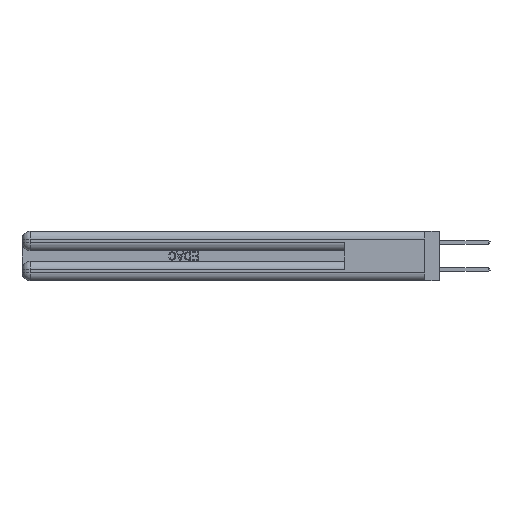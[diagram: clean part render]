
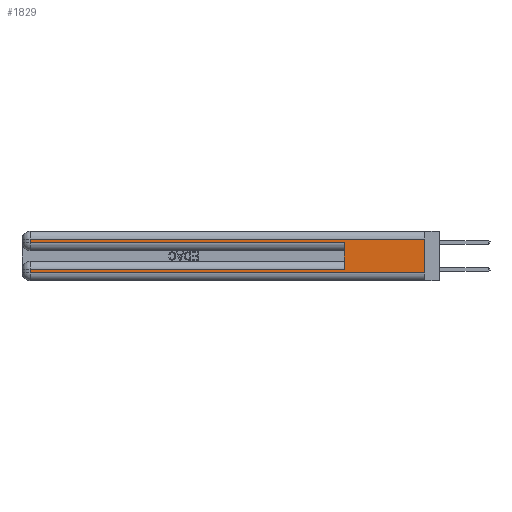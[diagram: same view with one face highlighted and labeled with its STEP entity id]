
A CAD part, left-side view. The second image highlights one B-rep face of the part: STEP entity #1829.
In plain terms, the highlighted planar face has unit normal (-1, 0, 0).
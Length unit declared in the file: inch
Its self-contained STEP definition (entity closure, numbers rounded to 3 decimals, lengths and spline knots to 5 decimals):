
#57 = EDGE_CURVE ( 'NONE', #14686, #33875, #36758, .T. ) ;
#324 = CARTESIAN_POINT ( 'NONE',  ( 0., 2.94, 0.06 ) ) ;
#1425 = LINE ( 'NONE', #36106, #32075 ) ;
#1652 = VERTEX_POINT ( 'NONE', #27648 ) ;
#1829 = ADVANCED_FACE ( 'NONE', ( #30198 ), #24230, .F. ) ;
#2406 = VECTOR ( 'NONE', #6496, 39.37008 ) ;
#2537 = DIRECTION ( 'NONE',  ( 0., 0., -1. ) ) ;
#4309 = DIRECTION ( 'NONE',  ( 0., 1., 0. ) ) ;
#5322 = DIRECTION ( 'NONE',  ( 1., 0., 0. ) ) ;
#5496 = VECTOR ( 'NONE', #4309, 39.37008 ) ;
#6375 = ORIENTED_EDGE ( 'NONE', *, *, #11453, .T. ) ;
#6496 = DIRECTION ( 'NONE',  ( 0., 0., -1. ) ) ;
#6743 = VECTOR ( 'NONE', #2537, 39.37008 ) ;
#7700 = CARTESIAN_POINT ( 'NONE',  ( 0., 0.6, 0.085 ) ) ;
#8498 = ORIENTED_EDGE ( 'NONE', *, *, #15520, .T. ) ;
#9190 = CARTESIAN_POINT ( 'NONE',  ( 0., 0., 0.06 ) ) ;
#9695 = LINE ( 'NONE', #37209, #6743 ) ;
#10487 = VECTOR ( 'NONE', #29190, 39.37008 ) ;
#11453 = EDGE_CURVE ( 'NONE', #1652, #15394, #9695, .T. ) ;
#12382 = ORIENTED_EDGE ( 'NONE', *, *, #20690, .T. ) ;
#13087 = CARTESIAN_POINT ( 'NONE',  ( 0., 0., 0.37 ) ) ;
#14686 = VERTEX_POINT ( 'NONE', #34401 ) ;
#15380 = LINE ( 'NONE', #19312, #5496 ) ;
#15394 = VERTEX_POINT ( 'NONE', #324 ) ;
#15520 = EDGE_CURVE ( 'NONE', #33875, #26471, #35191, .T. ) ;
#15566 = DIRECTION ( 'NONE',  ( 0., -1., 0. ) ) ;
#17177 = EDGE_CURVE ( 'NONE', #14686, #26515, #35546, .T. ) ;
#17233 = DIRECTION ( 'NONE',  ( 0., 0., 1. ) ) ;
#19312 = CARTESIAN_POINT ( 'NONE',  ( 0., 0., 0.085 ) ) ;
#19898 = ORIENTED_EDGE ( 'NONE', *, *, #17177, .F. ) ;
#20690 = EDGE_CURVE ( 'NONE', #31522, #1652, #15380, .T. ) ;
#21469 = DIRECTION ( 'NONE',  ( 0., 0., -1. ) ) ;
#22327 = VECTOR ( 'NONE', #15566, 39.37008 ) ;
#22334 = CARTESIAN_POINT ( 'NONE',  ( 0., 0.6, 0.285 ) ) ;
#23202 = AXIS2_PLACEMENT_3D ( 'NONE', #31171, #5322, #21469 ) ;
#23361 = CARTESIAN_POINT ( 'NONE',  ( 0., 2.94, 0.37 ) ) ;
#23429 = ORIENTED_EDGE ( 'NONE', *, *, #57, .T. ) ;
#23496 = CARTESIAN_POINT ( 'NONE',  ( 0., 0., 0.06 ) ) ;
#24230 = PLANE ( 'NONE',  #23202 ) ;
#24527 = VERTEX_POINT ( 'NONE', #22334 ) ;
#26471 = VERTEX_POINT ( 'NONE', #29487 ) ;
#26515 = VERTEX_POINT ( 'NONE', #23496 ) ;
#26776 = VECTOR ( 'NONE', #38855, 39.37008 ) ;
#27304 = VECTOR ( 'NONE', #40185, 39.37008 ) ;
#27648 = CARTESIAN_POINT ( 'NONE',  ( 0., 2.94, 0.085 ) ) ;
#28418 = ORIENTED_EDGE ( 'NONE', *, *, #32974, .T. ) ;
#29190 = DIRECTION ( 'NONE',  ( 0., 1., 0. ) ) ;
#29487 = CARTESIAN_POINT ( 'NONE',  ( 0., 2.94, 0.285 ) ) ;
#30198 = FACE_OUTER_BOUND ( 'NONE', #36512, .T. ) ;
#30386 = CARTESIAN_POINT ( 'NONE',  ( 0., 0., 0.285 ) ) ;
#31171 = CARTESIAN_POINT ( 'NONE',  ( 0., 0., 0.37 ) ) ;
#31522 = VERTEX_POINT ( 'NONE', #7700 ) ;
#32075 = VECTOR ( 'NONE', #17233, 39.37008 ) ;
#32974 = EDGE_CURVE ( 'NONE', #26471, #24527, #35726, .T. ) ;
#33153 = ORIENTED_EDGE ( 'NONE', *, *, #34975, .F. ) ;
#33596 = ORIENTED_EDGE ( 'NONE', *, *, #38643, .T. ) ;
#33875 = VERTEX_POINT ( 'NONE', #35169 ) ;
#34401 = CARTESIAN_POINT ( 'NONE',  ( 0., 0., 0.31 ) ) ;
#34975 = EDGE_CURVE ( 'NONE', #31522, #24527, #1425, .T. ) ;
#35169 = CARTESIAN_POINT ( 'NONE',  ( 0., 2.94, 0.31 ) ) ;
#35191 = LINE ( 'NONE', #23361, #26776 ) ;
#35546 = LINE ( 'NONE', #13087, #2406 ) ;
#35726 = LINE ( 'NONE', #30386, #27304 ) ;
#36106 = CARTESIAN_POINT ( 'NONE',  ( 0., 0.6, 0.145 ) ) ;
#36512 = EDGE_LOOP ( 'NONE', ( #19898, #23429, #8498, #28418, #33153, #12382, #6375, #33596 ) ) ;
#36722 = LINE ( 'NONE', #9190, #22327 ) ;
#36758 = LINE ( 'NONE', #37168, #10487 ) ;
#37168 = CARTESIAN_POINT ( 'NONE',  ( 0., 0., 0.31 ) ) ;
#37209 = CARTESIAN_POINT ( 'NONE',  ( 0., 2.94, 0.37 ) ) ;
#38643 = EDGE_CURVE ( 'NONE', #15394, #26515, #36722, .T. ) ;
#38855 = DIRECTION ( 'NONE',  ( 0., 0., -1. ) ) ;
#40185 = DIRECTION ( 'NONE',  ( 0., -1., 0. ) ) ;
